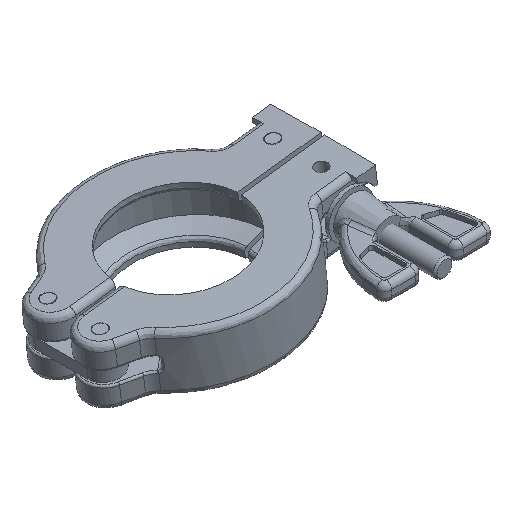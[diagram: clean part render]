
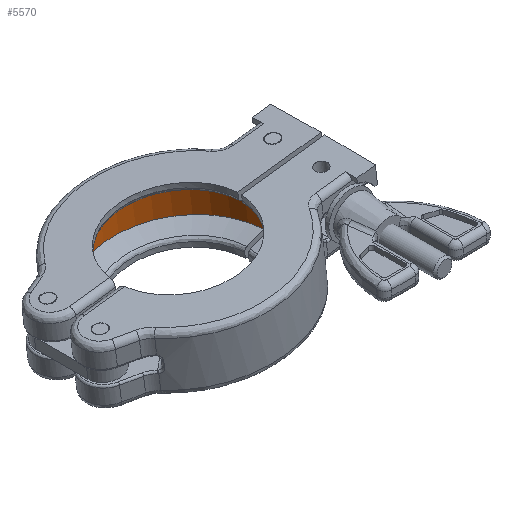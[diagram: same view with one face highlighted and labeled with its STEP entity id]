
A CAD part, isometric view. The second image highlights one B-rep face of the part: STEP entity #5570.
In plain terms, the highlighted cylindrical face has radius 22 mm (diameter 44 mm), a partial arc.
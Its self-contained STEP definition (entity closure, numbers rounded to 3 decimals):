
#72 = CARTESIAN_POINT ( 'NONE',  ( -21.977, 1., -2.35 ) ) ;
#115 = CYLINDRICAL_SURFACE ( 'NONE', #4321, 22. ) ;
#153 = CARTESIAN_POINT ( 'NONE',  ( 0., 0., 4.5 ) ) ;
#183 = B_SPLINE_CURVE_WITH_KNOTS ( 'NONE', 3,
 ( #10845, #8263, #9066, #540, #3958, #651, #9830, #7329 ),
 .UNSPECIFIED., .F., .F.,
 ( 4, 2, 2, 4 ),
 ( 0., 0., 0.001, 0.002 ),
 .UNSPECIFIED. ) ;
#199 = ORIENTED_EDGE ( 'NONE', *, *, #6729, .F. ) ;
#222 = CARTESIAN_POINT ( 'NONE',  ( -21.965, 1.239, -1.904 ) ) ;
#423 = EDGE_CURVE ( 'NONE', #8155, #8853, #2474, .T. ) ;
#540 = CARTESIAN_POINT ( 'NONE',  ( -17.581, 13.225, -1.354 ) ) ;
#620 = DIRECTION ( 'NONE',  ( 0., 0., -1. ) ) ;
#651 = CARTESIAN_POINT ( 'NONE',  ( -17.79, 12.944, -1.742 ) ) ;
#875 = CIRCLE ( 'NONE', #4817, 22. ) ;
#878 = ORIENTED_EDGE ( 'NONE', *, *, #6650, .F. ) ;
#948 = B_SPLINE_CURVE_WITH_KNOTS ( 'NONE', 3,
 ( #10082, #5760, #3254, #5797, #10826, #9245 ),
 .UNSPECIFIED., .F., .F.,
 ( 4, 2, 4 ),
 ( 0., 0., 0.001 ),
 .UNSPECIFIED. ) ;
#1059 = CARTESIAN_POINT ( 'NONE',  ( -21.958, 1.368, -1.85 ) ) ;
#1080 = ORIENTED_EDGE ( 'NONE', *, *, #423, .T. ) ;
#1233 = DIRECTION ( 'NONE',  ( 0., 0., -1. ) ) ;
#1365 = CARTESIAN_POINT ( 'NONE',  ( -17.505, 13.326, 0.982 ) ) ;
#1527 = ORIENTED_EDGE ( 'NONE', *, *, #3300, .F. ) ;
#1551 = CARTESIAN_POINT ( 'NONE',  ( -17.942, 12.734, 1.85 ) ) ;
#1620 = CIRCLE ( 'NONE', #6075, 22. ) ;
#1828 = CARTESIAN_POINT ( 'NONE',  ( 0., 0., 0. ) ) ;
#1843 = CARTESIAN_POINT ( 'NONE',  ( -18.093, 12.516, -1.85 ) ) ;
#2062 = EDGE_CURVE ( 'NONE', #9326, #6724, #2295, .T. ) ;
#2104 = CARTESIAN_POINT ( 'NONE',  ( -17.505, 13.326, -0.85 ) ) ;
#2162 = ORIENTED_EDGE ( 'NONE', *, *, #3867, .F. ) ;
#2190 = CARTESIAN_POINT ( 'NONE',  ( -21.977, 1., 0. ) ) ;
#2212 = ORIENTED_EDGE ( 'NONE', *, *, #10332, .F. ) ;
#2295 = B_SPLINE_CURVE_WITH_KNOTS ( 'NONE', 3,
 ( #6468, #1365, #6684, #10869, #7577, #3252, #1551, #7541 ),
 .UNSPECIFIED., .F., .F.,
 ( 4, 2, 2, 4 ),
 ( 0., 0., 0.001, 0.002 ),
 .UNSPECIFIED. ) ;
#2298 = LINE ( 'NONE', #2190, #3374 ) ;
#2300 = CARTESIAN_POINT ( 'NONE',  ( -21.977, 1., 2.35 ) ) ;
#2474 = CIRCLE ( 'NONE', #6262, 22. ) ;
#2544 = VERTEX_POINT ( 'NONE', #8485 ) ;
#2765 = ORIENTED_EDGE ( 'NONE', *, *, #4225, .F. ) ;
#2861 = EDGE_CURVE ( 'NONE', #2544, #8853, #6053, .T. ) ;
#2996 = LINE ( 'NONE', #8376, #7804 ) ;
#3206 = DIRECTION ( 'NONE',  ( 0., 0., -1. ) ) ;
#3252 = CARTESIAN_POINT ( 'NONE',  ( -17.79, 12.944, 1.742 ) ) ;
#3254 = CARTESIAN_POINT ( 'NONE',  ( -21.965, 1.239, 1.904 ) ) ;
#3300 = EDGE_CURVE ( 'NONE', #10676, #4661, #10768, .T. ) ;
#3325 = VERTEX_POINT ( 'NONE', #2104 ) ;
#3374 = VECTOR ( 'NONE', #8205, 1000. ) ;
#3376 = VECTOR ( 'NONE', #3206, 1000. ) ;
#3447 = CARTESIAN_POINT ( 'NONE',  ( -17.505, 13.326, 0. ) ) ;
#3640 = ORIENTED_EDGE ( 'NONE', *, *, #2062, .F. ) ;
#3712 = CARTESIAN_POINT ( 'NONE',  ( -21.975, 1.054, -2.089 ) ) ;
#3867 = EDGE_CURVE ( 'NONE', #8155, #10676, #2996, .T. ) ;
#3908 = VECTOR ( 'NONE', #8702, 1000. ) ;
#3958 = CARTESIAN_POINT ( 'NONE',  ( -17.626, 13.166, -1.465 ) ) ;
#4048 = ORIENTED_EDGE ( 'NONE', *, *, #6081, .T. ) ;
#4082 = DIRECTION ( 'NONE',  ( 0., 1., 0. ) ) ;
#4225 = EDGE_CURVE ( 'NONE', #7051, #7089, #2298, .T. ) ;
#4238 = DIRECTION ( 'NONE',  ( 0., 0., 1. ) ) ;
#4321 = AXIS2_PLACEMENT_3D ( 'NONE', #1828, #1233, #6371 ) ;
#4510 = ORIENTED_EDGE ( 'NONE', *, *, #10501, .T. ) ;
#4661 = VERTEX_POINT ( 'NONE', #6421 ) ;
#4707 = DIRECTION ( 'NONE',  ( -1., 0., 0. ) ) ;
#4800 = CARTESIAN_POINT ( 'NONE',  ( -17.505, 13.326, 0.85 ) ) ;
#4801 = AXIS2_PLACEMENT_3D ( 'NONE', #153, #7876, #6125 ) ;
#4817 = AXIS2_PLACEMENT_3D ( 'NONE', #7969, #6291, #10341 ) ;
#4878 = CARTESIAN_POINT ( 'NONE',  ( -21.977, 1., 4.5 ) ) ;
#4888 = CARTESIAN_POINT ( 'NONE',  ( -18.093, 12.516, 1.85 ) ) ;
#5417 = CIRCLE ( 'NONE', #4801, 22. ) ;
#5570 = ADVANCED_FACE ( 'NONE', ( #6279 ), #115, .F. ) ;
#5760 = CARTESIAN_POINT ( 'NONE',  ( -21.958, 1.368, 1.85 ) ) ;
#5797 = CARTESIAN_POINT ( 'NONE',  ( -21.975, 1.054, 2.088 ) ) ;
#6053 = LINE ( 'NONE', #7388, #3376 ) ;
#6075 = AXIS2_PLACEMENT_3D ( 'NONE', #7392, #8118, #4707 ) ;
#6081 = EDGE_CURVE ( 'NONE', #7668, #6724, #875, .T. ) ;
#6125 = DIRECTION ( 'NONE',  ( -1., 0., 0. ) ) ;
#6262 = AXIS2_PLACEMENT_3D ( 'NONE', #9258, #620, #4082 ) ;
#6279 = FACE_OUTER_BOUND ( 'NONE', #8027, .T. ) ;
#6291 = DIRECTION ( 'NONE',  ( 0., 0., -1. ) ) ;
#6371 = DIRECTION ( 'NONE',  ( -1., 0., 0. ) ) ;
#6421 = CARTESIAN_POINT ( 'NONE',  ( -21.949, 1.5, -1.85 ) ) ;
#6468 = CARTESIAN_POINT ( 'NONE',  ( -17.505, 13.326, 0.85 ) ) ;
#6650 = EDGE_CURVE ( 'NONE', #4661, #10338, #1620, .T. ) ;
#6684 = CARTESIAN_POINT ( 'NONE',  ( -17.521, 13.305, 1.112 ) ) ;
#6724 = VERTEX_POINT ( 'NONE', #4888 ) ;
#6729 = EDGE_CURVE ( 'NONE', #7668, #7051, #948, .T. ) ;
#7051 = VERTEX_POINT ( 'NONE', #2300 ) ;
#7089 = VERTEX_POINT ( 'NONE', #4878 ) ;
#7300 = ORIENTED_EDGE ( 'NONE', *, *, #7857, .T. ) ;
#7329 = CARTESIAN_POINT ( 'NONE',  ( -18.093, 12.516, -1.85 ) ) ;
#7388 = CARTESIAN_POINT ( 'NONE',  ( 21.977, 1., 0. ) ) ;
#7392 = CARTESIAN_POINT ( 'NONE',  ( 0., 0., -1.85 ) ) ;
#7541 = CARTESIAN_POINT ( 'NONE',  ( -18.093, 12.516, 1.85 ) ) ;
#7577 = CARTESIAN_POINT ( 'NONE',  ( -17.626, 13.166, 1.465 ) ) ;
#7668 = VERTEX_POINT ( 'NONE', #8128 ) ;
#7804 = VECTOR ( 'NONE', #4238, 1000. ) ;
#7857 = EDGE_CURVE ( 'NONE', #3325, #10338, #183, .T. ) ;
#7868 = CARTESIAN_POINT ( 'NONE',  ( -21.977, 1., -2.218 ) ) ;
#7876 = DIRECTION ( 'NONE',  ( 0., 0., -1. ) ) ;
#7969 = CARTESIAN_POINT ( 'NONE',  ( 0., 0., 1.85 ) ) ;
#7992 = CARTESIAN_POINT ( 'NONE',  ( -21.977, 1., -2.35 ) ) ;
#8027 = EDGE_LOOP ( 'NONE', ( #4048, #3640, #4510, #7300, #878, #1527, #2162, #1080, #9639, #2212, #2765, #199 ) ) ;
#8118 = DIRECTION ( 'NONE',  ( 0., 0., -1. ) ) ;
#8128 = CARTESIAN_POINT ( 'NONE',  ( -21.949, 1.5, 1.85 ) ) ;
#8155 = VERTEX_POINT ( 'NONE', #10946 ) ;
#8205 = DIRECTION ( 'NONE',  ( 0., 0., 1. ) ) ;
#8263 = CARTESIAN_POINT ( 'NONE',  ( -17.505, 13.326, -0.982 ) ) ;
#8376 = CARTESIAN_POINT ( 'NONE',  ( -21.977, 1., 0. ) ) ;
#8485 = CARTESIAN_POINT ( 'NONE',  ( 21.977, 1., 4.5 ) ) ;
#8702 = DIRECTION ( 'NONE',  ( 0., 0., -1. ) ) ;
#8853 = VERTEX_POINT ( 'NONE', #9320 ) ;
#9066 = CARTESIAN_POINT ( 'NONE',  ( -17.521, 13.305, -1.112 ) ) ;
#9245 = CARTESIAN_POINT ( 'NONE',  ( -21.977, 1., 2.35 ) ) ;
#9258 = CARTESIAN_POINT ( 'NONE',  ( 0., 0., -4.5 ) ) ;
#9320 = CARTESIAN_POINT ( 'NONE',  ( 21.977, 1., -4.5 ) ) ;
#9326 = VERTEX_POINT ( 'NONE', #4800 ) ;
#9639 = ORIENTED_EDGE ( 'NONE', *, *, #2861, .F. ) ;
#9660 = CARTESIAN_POINT ( 'NONE',  ( -21.949, 1.5, -1.85 ) ) ;
#9830 = CARTESIAN_POINT ( 'NONE',  ( -17.942, 12.734, -1.85 ) ) ;
#10082 = CARTESIAN_POINT ( 'NONE',  ( -21.949, 1.5, 1.85 ) ) ;
#10332 = EDGE_CURVE ( 'NONE', #7089, #2544, #5417, .T. ) ;
#10338 = VERTEX_POINT ( 'NONE', #1843 ) ;
#10341 = DIRECTION ( 'NONE',  ( -1., 0., 0. ) ) ;
#10501 = EDGE_CURVE ( 'NONE', #9326, #3325, #10689, .T. ) ;
#10676 = VERTEX_POINT ( 'NONE', #72 ) ;
#10689 = LINE ( 'NONE', #3447, #3908 ) ;
#10768 = B_SPLINE_CURVE_WITH_KNOTS ( 'NONE', 3,
 ( #7992, #7868, #3712, #222, #1059, #9660 ),
 .UNSPECIFIED., .F., .F.,
 ( 4, 2, 4 ),
 ( 0., 0., 0.001 ),
 .UNSPECIFIED. ) ;
#10826 = CARTESIAN_POINT ( 'NONE',  ( -21.977, 1., 2.218 ) ) ;
#10845 = CARTESIAN_POINT ( 'NONE',  ( -17.505, 13.326, -0.85 ) ) ;
#10869 = CARTESIAN_POINT ( 'NONE',  ( -17.581, 13.225, 1.354 ) ) ;
#10946 = CARTESIAN_POINT ( 'NONE',  ( -21.977, 1., -4.5 ) ) ;
